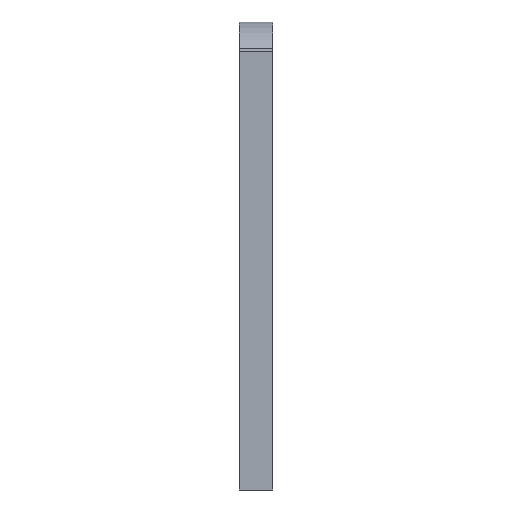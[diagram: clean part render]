
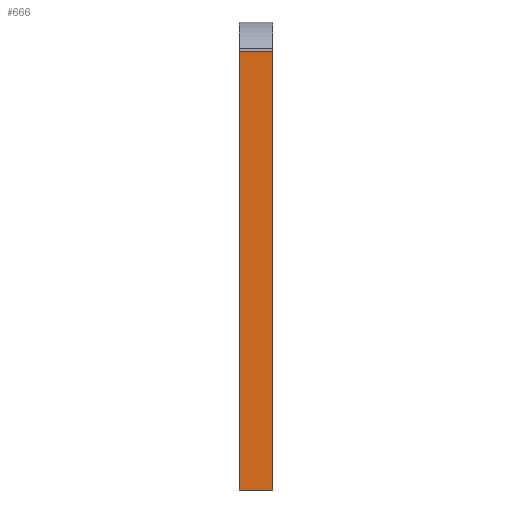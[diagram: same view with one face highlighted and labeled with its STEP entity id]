
A CAD part, left-side view. The second image highlights one B-rep face of the part: STEP entity #666.
In plain terms, the highlighted planar face has unit normal (-1, 0, 0).
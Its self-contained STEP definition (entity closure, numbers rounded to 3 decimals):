
#3 = DIRECTION ( 'NONE',  ( 0., 0., 1. ) ) ;
#15 = CARTESIAN_POINT ( 'NONE',  ( -29.359, 66.784, -9.471 ) ) ;
#20 = CARTESIAN_POINT ( 'NONE',  ( -29.359, -3., -9.471 ) ) ;
#79 = DIRECTION ( 'NONE',  ( 0., 0., 1. ) ) ;
#107 = EDGE_CURVE ( 'NONE', #660, #125, #383, .T. ) ;
#125 = VERTEX_POINT ( 'NONE', #456 ) ;
#126 = CARTESIAN_POINT ( 'NONE',  ( -29.359, -3., -48.325 ) ) ;
#147 = VECTOR ( 'NONE', #675, 1000. ) ;
#150 = VECTOR ( 'NONE', #79, 1000. ) ;
#201 = ORIENTED_EDGE ( 'NONE', *, *, #107, .F. ) ;
#205 = LINE ( 'NONE', #15, #772 ) ;
#223 = EDGE_LOOP ( 'NONE', ( #267, #683, #201, #348 ) ) ;
#267 = ORIENTED_EDGE ( 'NONE', *, *, #270, .F. ) ;
#270 = EDGE_CURVE ( 'NONE', #449, #792, #205, .T. ) ;
#335 = EDGE_CURVE ( 'NONE', #660, #792, #802, .T. ) ;
#348 = ORIENTED_EDGE ( 'NONE', *, *, #335, .T. ) ;
#383 = LINE ( 'NONE', #126, #615 ) ;
#390 = CARTESIAN_POINT ( 'NONE',  ( -29.359, -3., -48.325 ) ) ;
#449 = VERTEX_POINT ( 'NONE', #500 ) ;
#456 = CARTESIAN_POINT ( 'NONE',  ( -29.359, 0., -48.325 ) ) ;
#458 = DIRECTION ( 'NONE',  ( -1., 0., 0. ) ) ;
#500 = CARTESIAN_POINT ( 'NONE',  ( -29.359, 0., -9.471 ) ) ;
#535 = FACE_OUTER_BOUND ( 'NONE', #223, .T. ) ;
#614 = LINE ( 'NONE', #745, #150 ) ;
#615 = VECTOR ( 'NONE', #768, 1000. ) ;
#644 = CARTESIAN_POINT ( 'NONE',  ( -29.359, -3., -8.867 ) ) ;
#659 = CARTESIAN_POINT ( 'NONE',  ( -29.359, -3., -25.825 ) ) ;
#660 = VERTEX_POINT ( 'NONE', #390 ) ;
#666 = ADVANCED_FACE ( 'NONE', ( #535 ), #730, .T. ) ;
#675 = DIRECTION ( 'NONE',  ( 0., 0., 1. ) ) ;
#683 = ORIENTED_EDGE ( 'NONE', *, *, #806, .F. ) ;
#730 = PLANE ( 'NONE',  #807 ) ;
#745 = CARTESIAN_POINT ( 'NONE',  ( -29.359, 0., -8.867 ) ) ;
#768 = DIRECTION ( 'NONE',  ( 0., 1., 0. ) ) ;
#772 = VECTOR ( 'NONE', #795, 1000. ) ;
#792 = VERTEX_POINT ( 'NONE', #20 ) ;
#795 = DIRECTION ( 'NONE',  ( 0., -1., 0. ) ) ;
#802 = LINE ( 'NONE', #659, #147 ) ;
#806 = EDGE_CURVE ( 'NONE', #125, #449, #614, .T. ) ;
#807 = AXIS2_PLACEMENT_3D ( 'NONE', #644, #458, #3 ) ;
